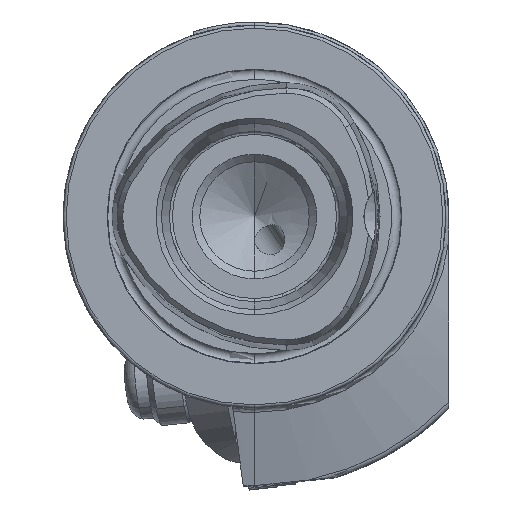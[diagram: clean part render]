
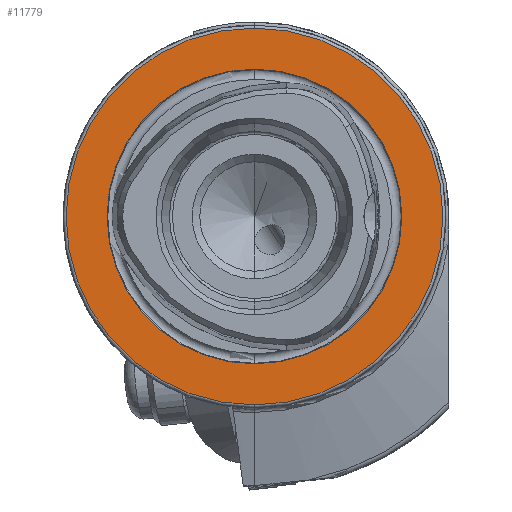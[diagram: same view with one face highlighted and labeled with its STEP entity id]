
A CAD part, left-side view. The second image highlights one B-rep face of the part: STEP entity #11779.
In plain terms, the highlighted planar face has unit normal (-1, 0, 0).
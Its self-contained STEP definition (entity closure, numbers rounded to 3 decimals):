
#1713 = CIRCLE ( 'NONE', #8504, 31. ) ;
#1753 = CIRCLE ( 'NONE', #2840, 24.25 ) ;
#2037 = CARTESIAN_POINT ( 'NONE',  ( 0., 0., -31. ) ) ;
#2840 = AXIS2_PLACEMENT_3D ( 'NONE', #9429, #9430, #9431 ) ;
#3633 = AXIS2_PLACEMENT_3D ( 'NONE', #5982, #5984, #5986 ) ;
#3634 = AXIS2_PLACEMENT_3D ( 'NONE', #5991, #5992, #5994 ) ;
#4351 = FACE_BOUND ( 'NONE', #5355, .T. ) ;
#4356 = FACE_OUTER_BOUND ( 'NONE', #5321, .T. ) ;
#4732 = CIRCLE ( 'NONE', #3633, 31. ) ;
#4734 = CIRCLE ( 'NONE', #3634, 24.25 ) ;
#5321 = EDGE_LOOP ( 'NONE', ( #8885, #8893 ) ) ;
#5355 = EDGE_LOOP ( 'NONE', ( #8875, #8899 ) ) ;
#5982 = CARTESIAN_POINT ( 'NONE',  ( 0., 0., 0. ) ) ;
#5984 = DIRECTION ( 'NONE',  ( -1., 0., 0. ) ) ;
#5986 = DIRECTION ( 'NONE',  ( 0., 0., 1. ) ) ;
#5991 = CARTESIAN_POINT ( 'NONE',  ( 0., 0., 0. ) ) ;
#5992 = DIRECTION ( 'NONE',  ( -1., 0., 0. ) ) ;
#5994 = DIRECTION ( 'NONE',  ( 0., 0., 1. ) ) ;
#6308 = CARTESIAN_POINT ( 'NONE',  ( 0., 24.25, 0. ) ) ;
#6315 = PLANE ( 'NONE',  #8036 ) ;
#6318 = DIRECTION ( 'NONE',  ( 1., 0., 0. ) ) ;
#6320 = DIRECTION ( 'NONE',  ( 0., 0., -1. ) ) ;
#6622 = EDGE_CURVE ( 'NONE', #13042, #13026, #1753, .T. ) ;
#6697 = EDGE_CURVE ( 'NONE', #13049, #9029, #1713, .T. ) ;
#8036 = AXIS2_PLACEMENT_3D ( 'NONE', #6308, #6318, #6320 ) ;
#8116 = CARTESIAN_POINT ( 'NONE',  ( 0., 0., 0. ) ) ;
#8117 = DIRECTION ( 'NONE',  ( -1., 0., 0. ) ) ;
#8118 = DIRECTION ( 'NONE',  ( 0., 0., 1. ) ) ;
#8504 = AXIS2_PLACEMENT_3D ( 'NONE', #8116, #8117, #8118 ) ;
#8875 = ORIENTED_EDGE ( 'NONE', *, *, #13138, .F. ) ;
#8885 = ORIENTED_EDGE ( 'NONE', *, *, #6697, .T. ) ;
#8893 = ORIENTED_EDGE ( 'NONE', *, *, #13137, .T. ) ;
#8899 = ORIENTED_EDGE ( 'NONE', *, *, #6622, .F. ) ;
#9029 = VERTEX_POINT ( 'NONE', #2037 ) ;
#9429 = CARTESIAN_POINT ( 'NONE',  ( 0., 0., 0. ) ) ;
#9430 = DIRECTION ( 'NONE',  ( -1., 0., 0. ) ) ;
#9431 = DIRECTION ( 'NONE',  ( 0., 0., 1. ) ) ;
#11317 = CARTESIAN_POINT ( 'NONE',  ( 0., 0., 24.25 ) ) ;
#11323 = CARTESIAN_POINT ( 'NONE',  ( 0., 0., 31. ) ) ;
#11327 = CARTESIAN_POINT ( 'NONE',  ( 0., 0., -24.25 ) ) ;
#11779 = ADVANCED_FACE ( 'NONE', ( #4351, #4356 ), #6315, .F. ) ;
#13026 = VERTEX_POINT ( 'NONE', #11317 ) ;
#13042 = VERTEX_POINT ( 'NONE', #11327 ) ;
#13049 = VERTEX_POINT ( 'NONE', #11323 ) ;
#13137 = EDGE_CURVE ( 'NONE', #9029, #13049, #4732, .T. ) ;
#13138 = EDGE_CURVE ( 'NONE', #13026, #13042, #4734, .T. ) ;
